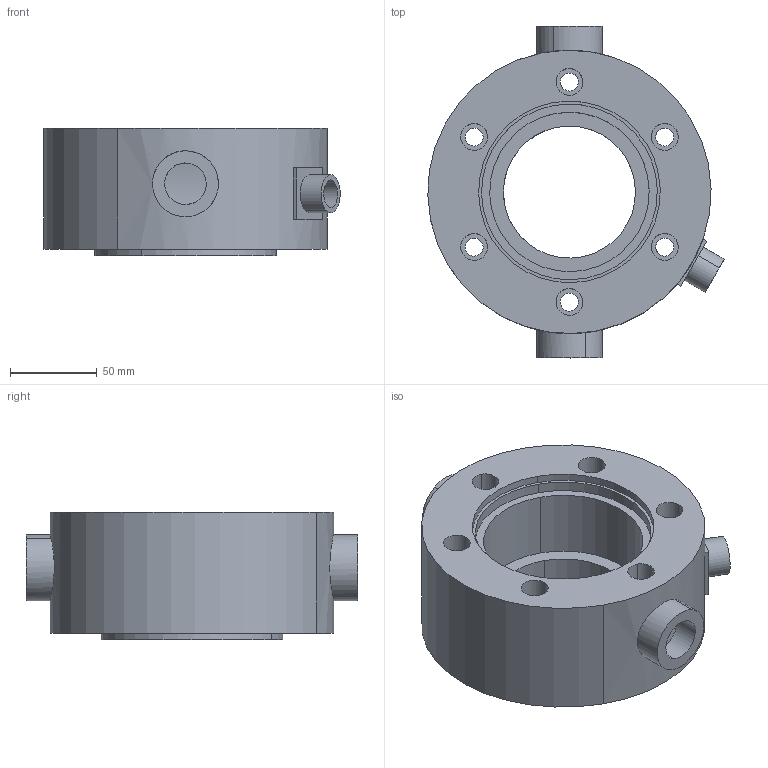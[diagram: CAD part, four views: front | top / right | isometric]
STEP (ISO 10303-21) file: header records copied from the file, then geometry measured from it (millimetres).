
FILE_DESCRIPTION(('CoCreate Modeling STEP Export'),'2;1');
FILE_NAME('m50.stp','2011-05-24T12:29:11',(''),(''),'CoCreate Modeling STEP processor for AP214 (Solid Model)','CoCreate Modeling 18.0P1120 20-Nov-2010 (C) Parametric Technology GmbH','');
FILE_SCHEMA(('AUTOMOTIVE_DESIGN { 1 0 10303 214 1 1 1 1 }'));
Length unit declared in the file: millimetre
Products named in the file (1): Z00003000003_A001.PRT
Bounding box: 171.01 x 191.5 x 73.53 mm (x, y, z)
Volume: 993484.7 mm3; surface area: 116269.1 mm2
Topology: 1 solids, 1 shells, 71 faces, 163 edges, 111 vertices
Faces by surface type: cylinder 50, plane 21
Entity records: 2553 total; most frequent: CARTESIAN_POINT 431, ORIENTED_EDGE 326, DIRECTION 294, EDGE_CURVE 163, AXIS2_PLACEMENT_3D 118, VERTEX_POINT 111, EDGE_LOOP 102, COLOUR_RGB 72
